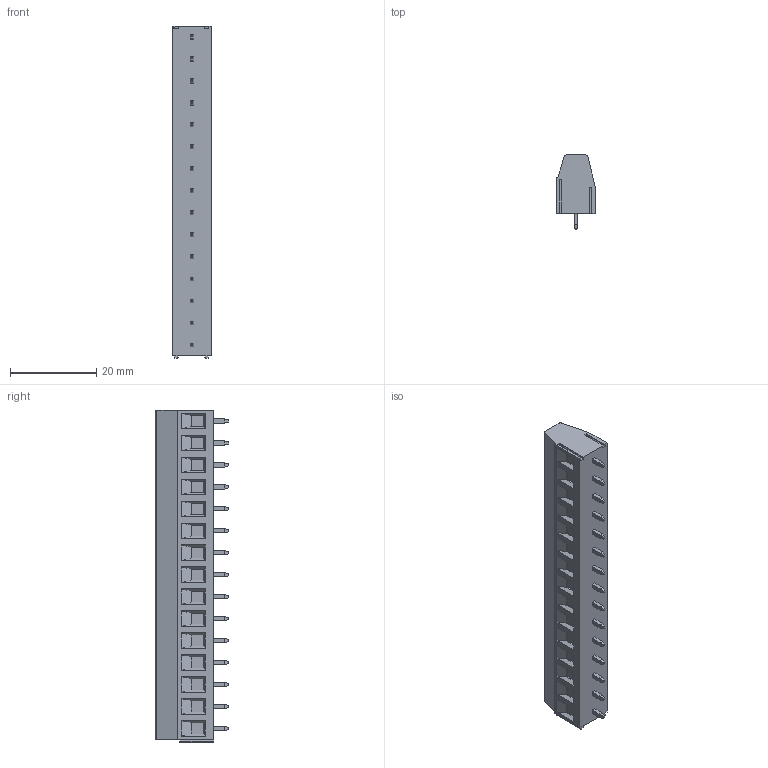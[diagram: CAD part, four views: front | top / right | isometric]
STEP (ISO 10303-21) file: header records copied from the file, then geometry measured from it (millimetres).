
FILE_DESCRIPTION((''),'2;1');
FILE_NAME('PRT0053','2025-01-13T',('yanfa'),(''),'PRO/ENGINEER BY PARAMETRIC TECHNOLOGY CORPORATION, 2009280','PRO/ENGINEER BY PARAMETRIC TECHNOLOGY CORPORATION, 2009280','');
FILE_SCHEMA(('AUTOMOTIVE_DESIGN_CC2 { 1 2 10303 214 -1 1 5 2 }'));
Length unit declared in the file: millimetre
Products named in the file (1): PRT0053
Bounding box: 9 x 17 x 76.8 mm (x, y, z)
Volume: 7883.9 mm3; surface area: 4230 mm2
Topology: 1 solids, 1 shells, 590 faces, 1419 edges, 876 vertices
Faces by surface type: plane 400, cylinder 100, cone 60, torus 30
Entity records: 17023 total; most frequent: CARTESIAN_POINT 3185, DIRECTION 2859, ORIENTED_EDGE 2838, EDGE_CURVE 1419, VECTOR 1039, LINE 1039, AXIS2_PLACEMENT_3D 910, VERTEX_POINT 876
